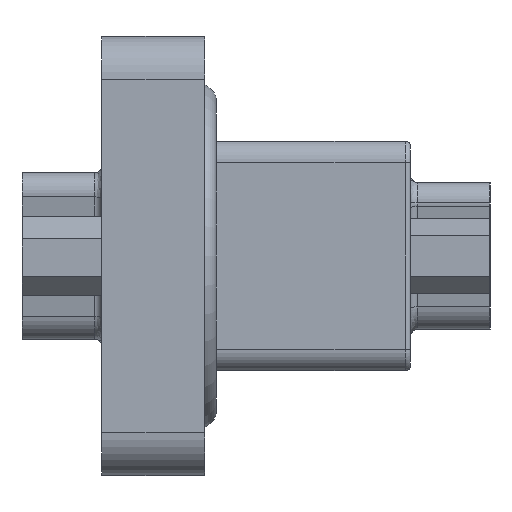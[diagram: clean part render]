
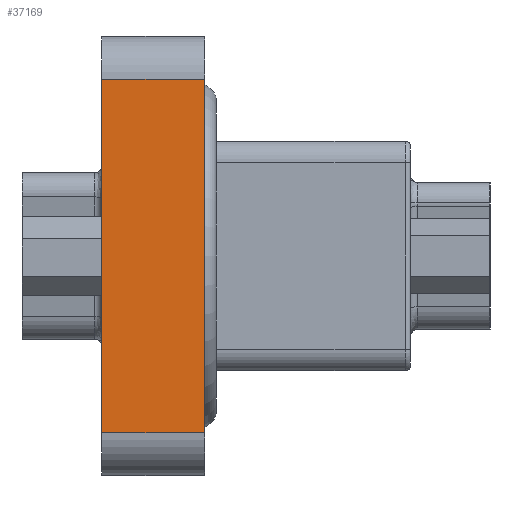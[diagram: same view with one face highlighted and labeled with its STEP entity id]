
A CAD part, left-side view. The second image highlights one B-rep face of the part: STEP entity #37169.
In plain terms, the highlighted planar face has unit normal (-1, 0, 0).
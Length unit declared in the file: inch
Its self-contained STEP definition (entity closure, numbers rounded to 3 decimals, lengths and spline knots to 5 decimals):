
#13228 = EDGE_LOOP ( 'NONE', ( #13327, #13322, #13324, #13318 ) ) ;
#13318 = ORIENTED_EDGE ( 'NONE', *, *, #64222, .T. ) ;
#13322 = ORIENTED_EDGE ( 'NONE', *, *, #64248, .F. ) ;
#13324 = ORIENTED_EDGE ( 'NONE', *, *, #64230, .F. ) ;
#13327 = ORIENTED_EDGE ( 'NONE', *, *, #64258, .T. ) ;
#13428 = AXIS2_PLACEMENT_3D ( 'NONE', #30476, #30477, #30478 ) ;
#30191 = FACE_OUTER_BOUND ( 'NONE', #13228, .T. ) ;
#30467 = PLANE ( 'NONE',  #13428 ) ;
#30476 = CARTESIAN_POINT ( 'NONE',  ( -1.8425, 0.3, 0.515 ) ) ;
#30477 = DIRECTION ( 'NONE',  ( 1., 0., 0. ) ) ;
#30478 = DIRECTION ( 'NONE',  ( 0., 0., -1. ) ) ;
#37169 = ADVANCED_FACE ( 'NONE', ( #30191 ), #30467, .F. ) ;
#40332 = VERTEX_POINT ( 'NONE', #46577 ) ;
#44504 = VERTEX_POINT ( 'NONE', #47587 ) ;
#46577 = CARTESIAN_POINT ( 'NONE',  ( -1.8425, 0.3, -0.515 ) ) ;
#47587 = CARTESIAN_POINT ( 'NONE',  ( -1.8425, 0., 0.515 ) ) ;
#59129 = VERTEX_POINT ( 'NONE', #82666 ) ;
#59372 = VERTEX_POINT ( 'NONE', #85958 ) ;
#64222 = EDGE_CURVE ( 'NONE', #40332, #59129, #78973, .T. ) ;
#64230 = EDGE_CURVE ( 'NONE', #40332, #59372, #79016, .T. ) ;
#64248 = EDGE_CURVE ( 'NONE', #59372, #44504, #79100, .T. ) ;
#64258 = EDGE_CURVE ( 'NONE', #59129, #44504, #79146, .T. ) ;
#78973 = LINE ( 'NONE', #86892, #78987 ) ;
#78987 = VECTOR ( 'NONE', #86879, 39.37008 ) ;
#79016 = LINE ( 'NONE', #86914, #79025 ) ;
#79025 = VECTOR ( 'NONE', #86915, 39.37008 ) ;
#79100 = LINE ( 'NONE', #86957, #79108 ) ;
#79108 = VECTOR ( 'NONE', #86958, 39.37008 ) ;
#79146 = LINE ( 'NONE', #86974, #79151 ) ;
#79151 = VECTOR ( 'NONE', #86975, 39.37008 ) ;
#82666 = CARTESIAN_POINT ( 'NONE',  ( -1.8425, 0., -0.515 ) ) ;
#85958 = CARTESIAN_POINT ( 'NONE',  ( -1.8425, 0.3, 0.515 ) ) ;
#86879 = DIRECTION ( 'NONE',  ( 0., -1., 0. ) ) ;
#86892 = CARTESIAN_POINT ( 'NONE',  ( -1.8425, 0.3, -0.515 ) ) ;
#86914 = CARTESIAN_POINT ( 'NONE',  ( -1.8425, 0.3, 0.515 ) ) ;
#86915 = DIRECTION ( 'NONE',  ( 0., 0., 1. ) ) ;
#86957 = CARTESIAN_POINT ( 'NONE',  ( -1.8425, 0.3, 0.515 ) ) ;
#86958 = DIRECTION ( 'NONE',  ( 0., -1., 0. ) ) ;
#86974 = CARTESIAN_POINT ( 'NONE',  ( -1.8425, 0., 0.515 ) ) ;
#86975 = DIRECTION ( 'NONE',  ( 0., 0., 1. ) ) ;
